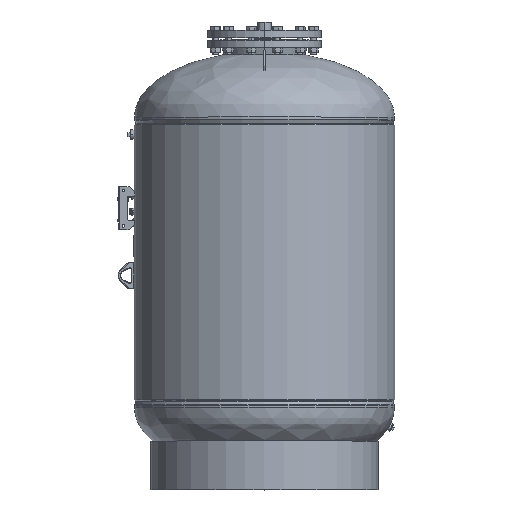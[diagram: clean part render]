
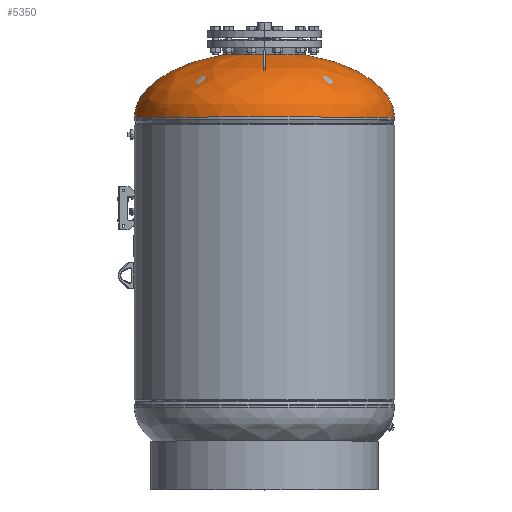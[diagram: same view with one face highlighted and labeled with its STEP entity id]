
A CAD part, top view. The second image highlights one B-rep face of the part: STEP entity #5350.
In plain terms, the highlighted free-form (B-spline) face has degree [3, 3] with [4, 4] control points.
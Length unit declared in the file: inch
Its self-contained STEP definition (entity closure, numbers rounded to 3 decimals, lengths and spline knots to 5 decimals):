
#1184 = CARTESIAN_POINT ( 'NONE',  ( 24., 1.23375, 0. ) ) ;
#5350 = ADVANCED_FACE ( 'NONE', ( #39485 ), #103245, .F. ) ;
#7466 = CARTESIAN_POINT ( 'NONE',  ( 7.46488, 12.78703, 0. ) ) ;
#8762 = AXIS2_PLACEMENT_3D ( 'NONE', #45115, #88733, #11135 ) ;
#10526 = EDGE_CURVE ( 'NONE', #55390, #37955, #68438, .T. ) ;
#11135 = DIRECTION ( 'NONE',  ( 1., 0., 0. ) ) ;
#12590 = AXIS2_PLACEMENT_3D ( 'NONE', #69603, #104151, #61116 ) ;
#13303 = CARTESIAN_POINT ( 'NONE',  ( 24., 1.23375, 0. ) ) ;
#13951 = ORIENTED_EDGE ( 'NONE', *, *, #97331, .T. ) ;
#17911 = CARTESIAN_POINT ( 'NONE',  ( -24., 6.68167, 0. ) ) ;
#28006 = VERTEX_POINT ( 'NONE', #73994 ) ;
#29366 = VERTEX_POINT ( 'NONE', #44896 ) ;
#31002 = CARTESIAN_POINT ( 'NONE',  ( -24., 6.68167, 48. ) ) ;
#31551 = CARTESIAN_POINT ( 'NONE',  ( -24., 6.68167, 0. ) ) ;
#32680 = CARTESIAN_POINT ( 'NONE',  ( 7.46488, 12.78703, 14.92975 ) ) ;
#33245 = CARTESIAN_POINT ( 'NONE',  ( -24., 1.23375, 0. ) ) ;
#37955 = VERTEX_POINT ( 'NONE', #64629 ) ;
#39485 = FACE_OUTER_BOUND ( 'NONE', #72438, .T. ) ;
#39756 = CIRCLE ( 'NONE', #12590, 7.46488 ) ;
#40618 = CARTESIAN_POINT ( 'NONE',  ( 24., 1.23375, 48. ) ) ;
#41172 = CARTESIAN_POINT ( 'NONE',  ( 24., 1.23375, 0. ) ) ;
#41745 = CARTESIAN_POINT ( 'NONE',  ( 24., 6.68167, 48. ) ) ;
#44224 = CARTESIAN_POINT ( 'NONE',  ( 17.68715, 11.09252, 0. ) ) ;
#44896 = CARTESIAN_POINT ( 'NONE',  ( 7.46488, 12.78703, 0. ) ) ;
#45115 = CARTESIAN_POINT ( 'NONE',  ( 0., 1.23375, 0. ) ) ;
#49114 = CARTESIAN_POINT ( 'NONE',  ( -7.46488, 12.78703, 0. ) ) ;
#53044 = CARTESIAN_POINT ( 'NONE',  ( -24., 1.23375, 0. ) ) ;
#55390 = VERTEX_POINT ( 'NONE', #13303 ) ;
#57083 = CARTESIAN_POINT ( 'NONE',  ( 17.68715, 11.09252, 0. ) ) ;
#57127 = ORIENTED_EDGE ( 'NONE', *, *, #10526, .F. ) ;
#57634 = CARTESIAN_POINT ( 'NONE',  ( 7.46488, 12.78703, 0. ) ) ;
#61116 = DIRECTION ( 'NONE',  ( 1., 0., 0. ) ) ;
#64194 =( BOUNDED_CURVE ( )  B_SPLINE_CURVE ( 3, ( #7466, #44224, #78796, #1184 ),
 .UNSPECIFIED., .F., .F. ) 
 B_SPLINE_CURVE_WITH_KNOTS ( ( 4, 4 ),
 ( 1.88708, 3.14159 ),
 .UNSPECIFIED. ) 
 CURVE ( )  GEOMETRIC_REPRESENTATION_ITEM ( )  RATIONAL_B_SPLINE_CURVE ( ( 1., 0.873, 0.873, 1. ) ) 
 REPRESENTATION_ITEM ( '' )  );
#64629 = CARTESIAN_POINT ( 'NONE',  ( -24., 1.23375, 0. ) ) ;
#65579 = CARTESIAN_POINT ( 'NONE',  ( -24., 1.23375, 48. ) ) ;
#68438 = CIRCLE ( 'NONE', #8762, 24. ) ;
#69603 = CARTESIAN_POINT ( 'NONE',  ( 0., 12.78703, 0. ) ) ;
#70038 = CARTESIAN_POINT ( 'NONE',  ( -17.68715, 11.09252, 0. ) ) ;
#72438 = EDGE_LOOP ( 'NONE', ( #87984, #13951, #57127, #104113 ) ) ;
#73994 = CARTESIAN_POINT ( 'NONE',  ( -7.46488, 12.78703, 0. ) ) ;
#74310 = EDGE_CURVE ( 'NONE', #28006, #29366, #39756, .T. ) ;
#78796 = CARTESIAN_POINT ( 'NONE',  ( 24., 6.68167, 0. ) ) ;
#79057 = EDGE_CURVE ( 'NONE', #29366, #55390, #64194, .T. ) ;
#79103 = CARTESIAN_POINT ( 'NONE',  ( -7.46488, 12.78703, 0. ) ) ;
#83677 = CARTESIAN_POINT ( 'NONE',  ( -17.68715, 11.09252, 0. ) ) ;
#87984 = ORIENTED_EDGE ( 'NONE', *, *, #74310, .F. ) ;
#88733 = DIRECTION ( 'NONE',  ( 0., -1., 0. ) ) ;
#92744 = CARTESIAN_POINT ( 'NONE',  ( 24., 6.68167, 0. ) ) ;
#97331 = EDGE_CURVE ( 'NONE', #28006, #37955, #99085, .T. ) ;
#99085 =( BOUNDED_CURVE ( )  B_SPLINE_CURVE ( 3, ( #79103, #70038, #17911, #53044 ),
 .UNSPECIFIED., .F., .T. ) 
 B_SPLINE_CURVE_WITH_KNOTS ( ( 4, 4 ),
 ( 1.88708, 3.14159 ),
 .UNSPECIFIED. ) 
 CURVE ( )  GEOMETRIC_REPRESENTATION_ITEM ( )  RATIONAL_B_SPLINE_CURVE ( ( 1., 0.873, 0.873, 1. ) ) 
 REPRESENTATION_ITEM ( '' )  );
#100675 = CARTESIAN_POINT ( 'NONE',  ( -17.68715, 11.09252, 35.37431 ) ) ;
#103245 =( BOUNDED_SURFACE ( )  B_SPLINE_SURFACE ( 3, 3, ( 
 ( #57634, #32680, #109159, #49114 ),
 ( #57083, #110279, #100675, #83677 ),
 ( #92744, #41745, #31002, #31551 ),
 ( #41172, #40618, #65579, #33245 ) ),
 .UNSPECIFIED., .F., .F., .F. ) 
 B_SPLINE_SURFACE_WITH_KNOTS ( ( 4, 4 ),
 ( 4, 4 ),
 ( 0., 1. ),
 ( 0., 1. ),
 .UNSPECIFIED. ) 
 GEOMETRIC_REPRESENTATION_ITEM ( )  RATIONAL_B_SPLINE_SURFACE ( (
 ( 1., 0.333, 0.333, 1.),
 ( 0.873, 0.291, 0.291, 0.873),
 ( 0.873, 0.291, 0.291, 0.873),
 ( 1., 0.333, 0.333, 1.) ) ) 
 REPRESENTATION_ITEM ( '' )  SURFACE ( )  );
#104113 = ORIENTED_EDGE ( 'NONE', *, *, #79057, .F. ) ;
#104151 = DIRECTION ( 'NONE',  ( 0., 1., 0. ) ) ;
#109159 = CARTESIAN_POINT ( 'NONE',  ( -7.46488, 12.78703, 14.92975 ) ) ;
#110279 = CARTESIAN_POINT ( 'NONE',  ( 17.68715, 11.09252, 35.37431 ) ) ;
